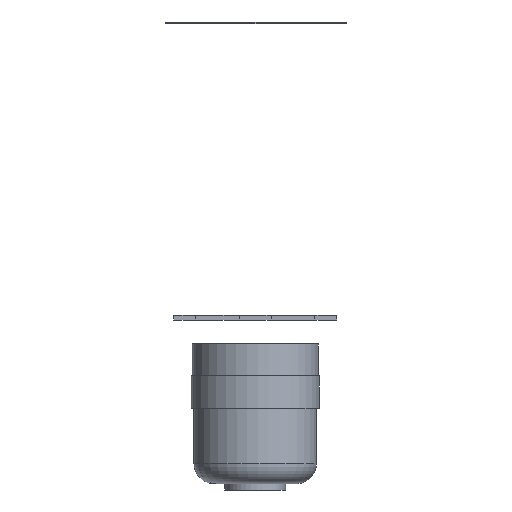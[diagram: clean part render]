
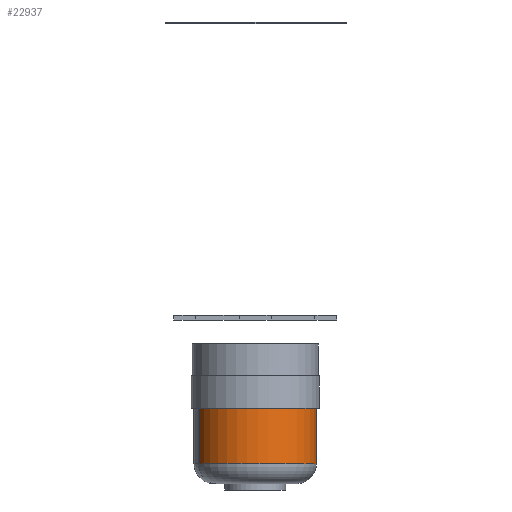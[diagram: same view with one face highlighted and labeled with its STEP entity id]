
A CAD part, front view. The second image highlights one B-rep face of the part: STEP entity #22937.
In plain terms, the highlighted cylindrical face has radius 15.4 mm (diameter 30.8 mm), a partial arc.
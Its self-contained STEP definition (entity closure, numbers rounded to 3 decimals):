
#413 = AXIS2_PLACEMENT_3D ( 'NONE', #3778, #1581, #14612 ) ;
#1223 = CIRCLE ( 'NONE', #13301, 15.4 ) ;
#1581 = DIRECTION ( 'NONE',  ( 0., 0., 1. ) ) ;
#2349 = VERTEX_POINT ( 'NONE', #21274 ) ;
#3778 = CARTESIAN_POINT ( 'NONE',  ( 0., 0., 16.2 ) ) ;
#5160 = EDGE_CURVE ( 'NONE', #8359, #14775, #32408, .T. ) ;
#5366 = EDGE_CURVE ( 'NONE', #14775, #11022, #1223, .T. ) ;
#6483 = CARTESIAN_POINT ( 'NONE',  ( 15.4, 0., -37.993 ) ) ;
#6554 = CARTESIAN_POINT ( 'NONE',  ( 15.4, 0., 30.1 ) ) ;
#7906 = ORIENTED_EDGE ( 'NONE', *, *, #5160, .T. ) ;
#8324 = DIRECTION ( 'NONE',  ( 0., 0., 1. ) ) ;
#8359 = VERTEX_POINT ( 'NONE', #16037 ) ;
#10288 = CARTESIAN_POINT ( 'NONE',  ( 0., 0., 30.1 ) ) ;
#10612 = ORIENTED_EDGE ( 'NONE', *, *, #13556, .F. ) ;
#11022 = VERTEX_POINT ( 'NONE', #23547 ) ;
#13186 = ORIENTED_EDGE ( 'NONE', *, *, #16652, .T. ) ;
#13301 = AXIS2_PLACEMENT_3D ( 'NONE', #10288, #18024, #18252 ) ;
#13556 = EDGE_CURVE ( 'NONE', #2349, #11022, #32424, .T. ) ;
#14486 = CARTESIAN_POINT ( 'NONE',  ( 0., 0., -37.993 ) ) ;
#14612 = DIRECTION ( 'NONE',  ( -1., 0., 0. ) ) ;
#14775 = VERTEX_POINT ( 'NONE', #6554 ) ;
#16037 = CARTESIAN_POINT ( 'NONE',  ( 15.4, 0., 16.2 ) ) ;
#16187 = CARTESIAN_POINT ( 'NONE',  ( -15.4, 0., -37.993 ) ) ;
#16652 = EDGE_CURVE ( 'NONE', #2349, #8359, #33996, .T. ) ;
#17397 = DIRECTION ( 'NONE',  ( 0., 0., 1. ) ) ;
#18024 = DIRECTION ( 'NONE',  ( 0., 0., -1. ) ) ;
#18252 = DIRECTION ( 'NONE',  ( -1., 0., 0. ) ) ;
#18301 = VECTOR ( 'NONE', #8324, 1000. ) ;
#19652 = ORIENTED_EDGE ( 'NONE', *, *, #5366, .T. ) ;
#21274 = CARTESIAN_POINT ( 'NONE',  ( -15.4, 0., 16.2 ) ) ;
#22233 = FACE_OUTER_BOUND ( 'NONE', #23451, .T. ) ;
#22315 = DIRECTION ( 'NONE',  ( 0., 0., 1. ) ) ;
#22937 = ADVANCED_FACE ( 'NONE', ( #22233 ), #31795, .T. ) ;
#23451 = EDGE_LOOP ( 'NONE', ( #10612, #13186, #7906, #19652 ) ) ;
#23547 = CARTESIAN_POINT ( 'NONE',  ( -15.4, 0., 30.1 ) ) ;
#27045 = AXIS2_PLACEMENT_3D ( 'NONE', #14486, #17397, #33185 ) ;
#27827 = VECTOR ( 'NONE', #22315, 1000. ) ;
#31795 = CYLINDRICAL_SURFACE ( 'NONE', #27045, 15.4 ) ;
#32408 = LINE ( 'NONE', #6483, #27827 ) ;
#32424 = LINE ( 'NONE', #16187, #18301 ) ;
#33185 = DIRECTION ( 'NONE',  ( 1., 0., 0. ) ) ;
#33996 = CIRCLE ( 'NONE', #413, 15.4 ) ;
